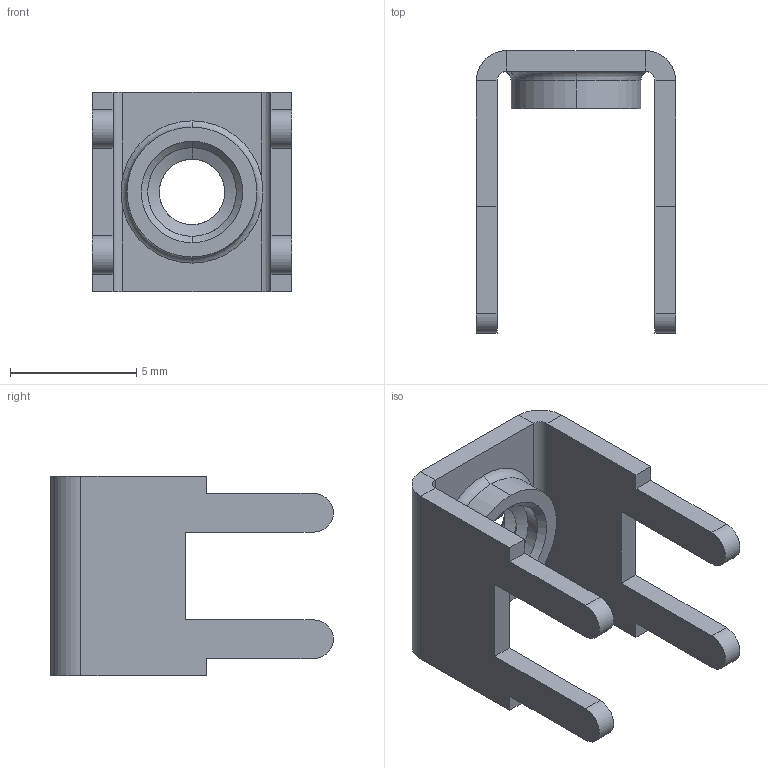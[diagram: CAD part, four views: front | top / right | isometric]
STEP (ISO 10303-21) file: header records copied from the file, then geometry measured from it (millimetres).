
FILE_DESCRIPTION (( 'STEP AP203' ), '1' );
FILE_NAME ('7770.STEP', '2011-06-14T17:29:32', ( '' ), ( '' ), 'SwSTEP 2.0', 'SolidWorks 2009', '' );
FILE_SCHEMA (( 'CONFIG_CONTROL_DESIGN' ));
Length unit declared in the file: inch
Products named in the file (1): 7770
Bounding box: 7.87 x 11.18 x 7.87 mm (x, y, z)
Volume: 143.9 mm3; surface area: 439.2 mm2
Topology: 1 solids, 1 shells, 58 faces, 142 edges, 86 vertices
Faces by surface type: plane 34, cylinder 16, cone 4, torus 2, bspline 2
Entity records: 1904 total; most frequent: CARTESIAN_POINT 475, ORIENTED_EDGE 284, DIRECTION 279, EDGE_CURVE 142, LINE 97, VECTOR 97, AXIS2_PLACEMENT_3D 91, VERTEX_POINT 86
